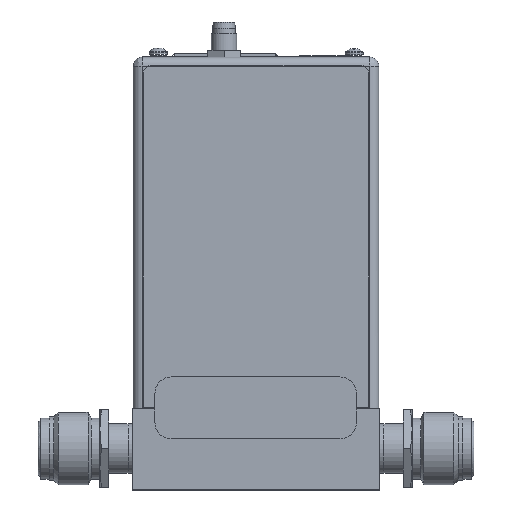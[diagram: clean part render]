
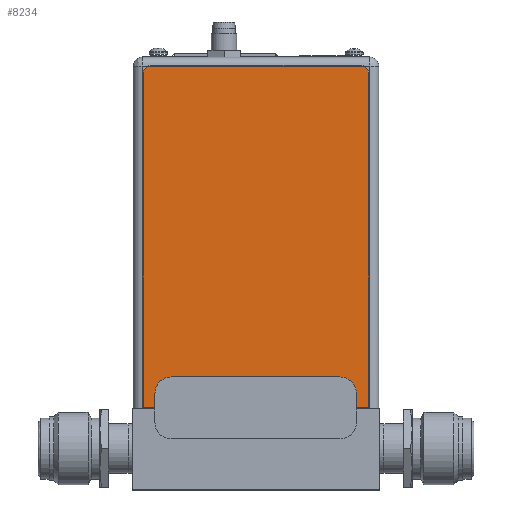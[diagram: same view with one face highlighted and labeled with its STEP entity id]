
A CAD part, top view. The second image highlights one B-rep face of the part: STEP entity #8234.
In plain terms, the highlighted planar face has unit normal (0, 0, 1).
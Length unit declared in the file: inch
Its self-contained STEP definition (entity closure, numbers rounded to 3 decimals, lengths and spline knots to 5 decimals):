
#83 = VERTEX_POINT ( 'NONE', #2618 ) ;
#226 = CARTESIAN_POINT ( 'NONE',  ( 0.30857, 5.14, 0.719 ) ) ;
#313 = DIRECTION ( 'NONE',  ( 1., 0., 0. ) ) ;
#377 = DIRECTION ( 'NONE',  ( 0., 0., 1. ) ) ;
#758 = EDGE_CURVE ( 'NONE', #9140, #1548, #5260, .T. ) ;
#783 = DIRECTION ( 'NONE',  ( -1., 0., 0. ) ) ;
#862 = ORIENTED_EDGE ( 'NONE', *, *, #8161, .F. ) ;
#906 = DIRECTION ( 'NONE',  ( 0., 0., -1. ) ) ;
#944 = CARTESIAN_POINT ( 'NONE',  ( 2.93857, 5.04, 0.719 ) ) ;
#1003 = CARTESIAN_POINT ( 'NONE',  ( 0.30857, 5.04, 0.719 ) ) ;
#1248 = VERTEX_POINT ( 'NONE', #6351 ) ;
#1548 = VERTEX_POINT ( 'NONE', #5776 ) ;
#1577 = ORIENTED_EDGE ( 'NONE', *, *, #9895, .F. ) ;
#1840 = VERTEX_POINT ( 'NONE', #10459 ) ;
#1968 = CARTESIAN_POINT ( 'NONE',  ( 0.20857, 1., 0.719 ) ) ;
#2068 = DIRECTION ( 'NONE',  ( -1., 0., 0. ) ) ;
#2108 = DIRECTION ( 'NONE',  ( 0., 0., -1. ) ) ;
#2161 = CARTESIAN_POINT ( 'NONE',  ( 2.83857, 5.04, 0.719 ) ) ;
#2618 = CARTESIAN_POINT ( 'NONE',  ( 2.93857, 1., 0.719 ) ) ;
#3499 = AXIS2_PLACEMENT_3D ( 'NONE', #1968, #377, #313 ) ;
#3807 = PLANE ( 'NONE',  #3499 ) ;
#4322 = DIRECTION ( 'NONE',  ( 0., -1., 0. ) ) ;
#4533 = CARTESIAN_POINT ( 'NONE',  ( 2.93857, 1., 0.719 ) ) ;
#4709 = CIRCLE ( 'NONE', #7172, 0.1 ) ;
#4718 = VECTOR ( 'NONE', #4322, 39.37008 ) ;
#4756 = LINE ( 'NONE', #4533, #4718 ) ;
#4857 = VECTOR ( 'NONE', #7447, 39.37008 ) ;
#5157 = EDGE_LOOP ( 'NONE', ( #10545, #1577, #8103, #9123, #6112, #862 ) ) ;
#5260 = LINE ( 'NONE', #6257, #4857 ) ;
#5353 = CIRCLE ( 'NONE', #9159, 0.1 ) ;
#5461 = CARTESIAN_POINT ( 'NONE',  ( 0.20857, 5.14, 0.719 ) ) ;
#5572 = DIRECTION ( 'NONE',  ( 0., 1., 0. ) ) ;
#5691 = VECTOR ( 'NONE', #5572, 39.37008 ) ;
#5709 = LINE ( 'NONE', #5461, #5691 ) ;
#5776 = CARTESIAN_POINT ( 'NONE',  ( 2.83857, 5.14, 0.719 ) ) ;
#6112 = ORIENTED_EDGE ( 'NONE', *, *, #9394, .F. ) ;
#6257 = CARTESIAN_POINT ( 'NONE',  ( 2.93857, 5.14, 0.719 ) ) ;
#6306 = DIRECTION ( 'NONE',  ( -1., 0., 0. ) ) ;
#6351 = CARTESIAN_POINT ( 'NONE',  ( 0.20857, 5.04, 0.719 ) ) ;
#7172 = AXIS2_PLACEMENT_3D ( 'NONE', #2161, #2108, #2068 ) ;
#7447 = DIRECTION ( 'NONE',  ( 1., 0., 0. ) ) ;
#8103 = ORIENTED_EDGE ( 'NONE', *, *, #758, .F. ) ;
#8161 = EDGE_CURVE ( 'NONE', #83, #1840, #8333, .T. ) ;
#8217 = FACE_OUTER_BOUND ( 'NONE', #5157, .T. ) ;
#8234 = ADVANCED_FACE ( 'NONE', ( #8217 ), #3807, .T. ) ;
#8319 = VECTOR ( 'NONE', #6306, 39.37008 ) ;
#8333 = LINE ( 'NONE', #9470, #8319 ) ;
#9123 = ORIENTED_EDGE ( 'NONE', *, *, #9572, .F. ) ;
#9140 = VERTEX_POINT ( 'NONE', #226 ) ;
#9159 = AXIS2_PLACEMENT_3D ( 'NONE', #1003, #906, #783 ) ;
#9394 = EDGE_CURVE ( 'NONE', #1840, #1248, #5709, .T. ) ;
#9470 = CARTESIAN_POINT ( 'NONE',  ( 0.20857, 1., 0.719 ) ) ;
#9572 = EDGE_CURVE ( 'NONE', #1248, #9140, #5353, .T. ) ;
#9738 = VERTEX_POINT ( 'NONE', #944 ) ;
#9883 = EDGE_CURVE ( 'NONE', #9738, #83, #4756, .T. ) ;
#9895 = EDGE_CURVE ( 'NONE', #1548, #9738, #4709, .T. ) ;
#10459 = CARTESIAN_POINT ( 'NONE',  ( 0.20857, 1., 0.719 ) ) ;
#10545 = ORIENTED_EDGE ( 'NONE', *, *, #9883, .F. ) ;
